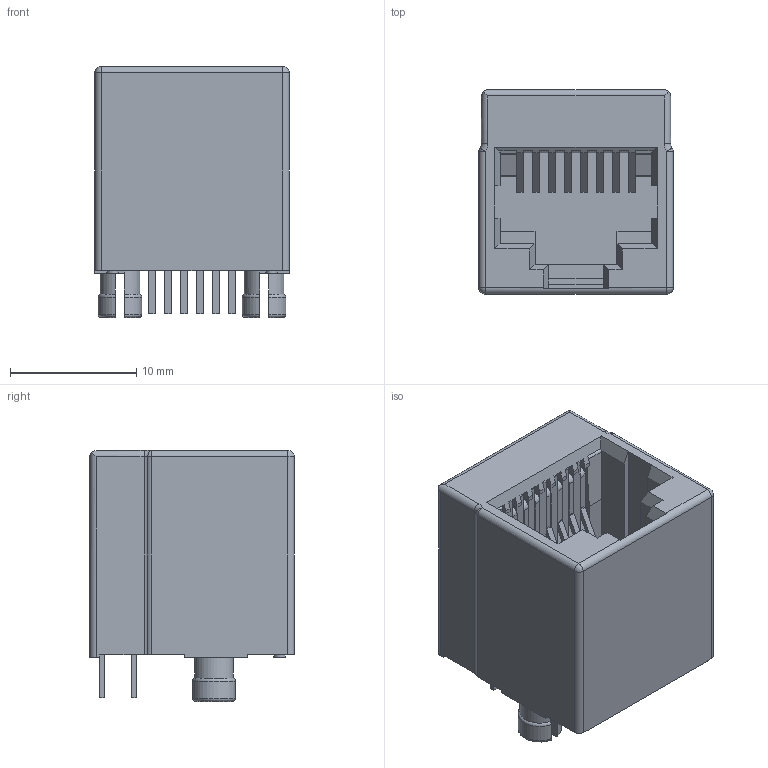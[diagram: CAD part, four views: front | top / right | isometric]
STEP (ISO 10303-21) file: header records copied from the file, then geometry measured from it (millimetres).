
FILE_DESCRIPTION(/* description */ ('Unknown'),/* implementation_level */ '2;1');
FILE_NAME(/* name */ 'J_Wurth_WR-MJ_615008138021',/* time_stamp */ '2025-07-07T13:37:18+08:00',/* author */ ('Unknown'),/* organization */ ('Unknown'),/* preprocessor_version */ 'ST-DEVELOPER v19.4',/* originating_system */ 'Solid Edge',/* authorisation */ 'Unknown');
FILE_SCHEMA (('AUTOMOTIVE_DESIGN {1 0 10303 214 3 1 1}'));
Length unit declared in the file: millimetre
Products named in the file (2): J_Wurth_WR-MJ_615008138021
Assembly tree (1 placements, depth 2):
  J_Wurth_WR-MJ_615008138021
    J_Wurth_WR-MJ_615008138021
Bounding box: 15.4 x 16.2 x 19.9 mm (x, y, z)
Volume: 2339.2 mm3; surface area: 4165.9 mm2
Topology: 10 solids, 10 shells, 662 faces, 1847 edges, 1203 vertices
Faces by surface type: plane 531, cylinder 117, torus 10, sphere 4
Full cylindrical faces by diameter (mm): 0.9 x2
Entity records: 22276 total; most frequent: CARTESIAN_POINT 3756, ORIENTED_EDGE 3684, DIRECTION 3404, EDGE_CURVE 1842, LINE 1576, VECTOR 1576, VERTEX_POINT 1202, AXIS2_PLACEMENT_3D 914
